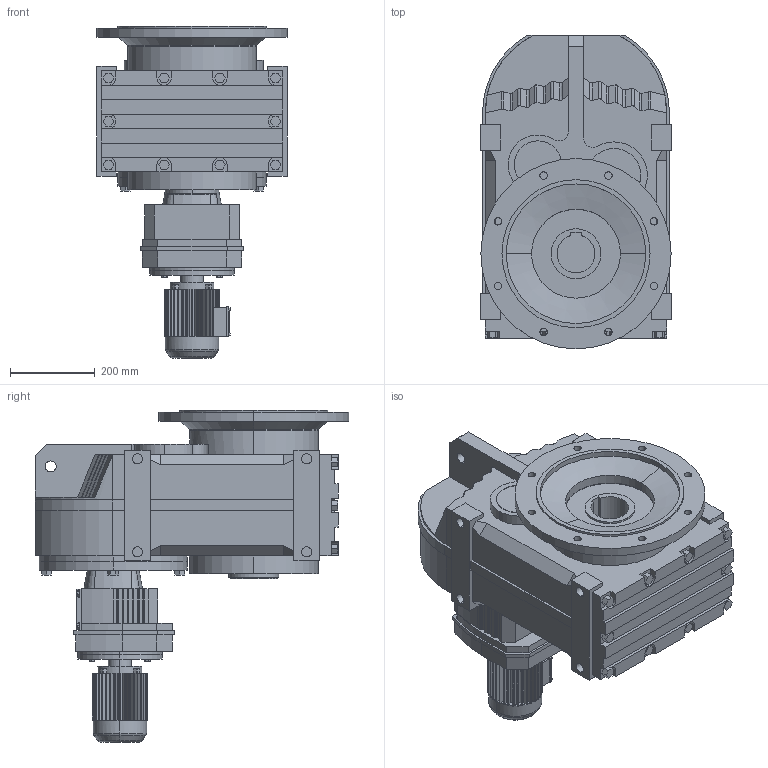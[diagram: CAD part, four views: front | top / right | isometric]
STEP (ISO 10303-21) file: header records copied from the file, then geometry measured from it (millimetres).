
FILE_DESCRIPTION(('Open CASCADE Model'),'2;1');
FILE_NAME('Open CASCADE Shape Model','2019-08-22T19:21:09',('Author'),( 'Open CASCADE'),'Open CASCADE STEP processor 6.3','Open CASCADE 6.3' ,'Unknown');
FILE_SCHEMA(('AUTOMOTIVE_DESIGN_CC2 { 1 2 10303 214 -1 1 5 4 }'));
Length unit declared in the file: millimetre
Products named in the file (6): 1_FAF107R77-Y63M; FA27‵157_107.step; 萇儂_200_Y63M.step; R_107_77.step; す瑩諾陑粣F_107.step; 楊擘F_107.step
Assembly tree (5 placements, depth 2):
  1_FAF107R77-Y63M
    FA27‵157_107.step
    萇儂_200_Y63M.step
    R_107_77.step
    す瑩諾陑粣F_107.step
    楊擘F_107.step
Bounding box: 450 x 742 x 785 mm (x, y, z)
Volume: 88705154.2 mm3; surface area: 2754891.7 mm2
Topology: 5 solids, 5 shells, 1058 faces, 2803 edges, 1832 vertices
Faces by surface type: plane 758, cylinder 266, bspline 16, cone 14, torus 4
Entity records: 71371 total; most frequent: CARTESIAN_POINT 17337, DIRECTION 9478, ORIENTED_EDGE 5606, PCURVE 5606, DEFINITIONAL_REPRESENTATION 5606, LINE 5503, VECTOR 5503, EDGE_CURVE 2803
